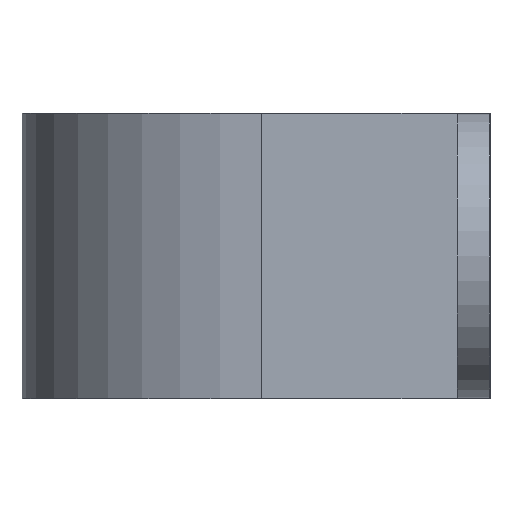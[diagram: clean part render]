
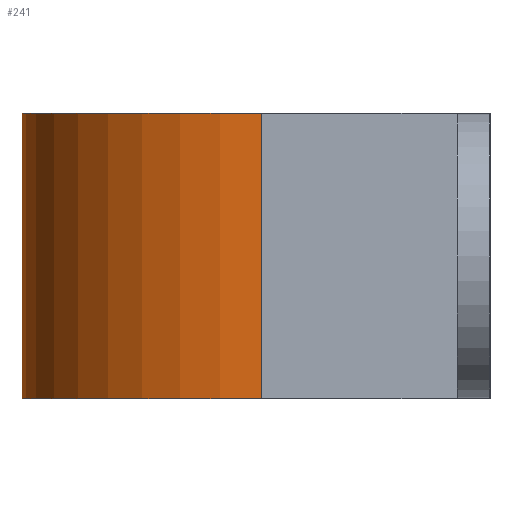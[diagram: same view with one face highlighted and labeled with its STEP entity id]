
A CAD part, left-side view. The second image highlights one B-rep face of the part: STEP entity #241.
In plain terms, the highlighted cylindrical face has radius 16.8 mm (diameter 33.6 mm), a partial arc.
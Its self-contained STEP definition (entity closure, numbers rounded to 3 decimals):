
#68 = VERTEX_POINT ( 'NONE', #76 ) ;
#74 = CARTESIAN_POINT ( 'NONE',  ( 0., 16., -10. ) ) ;
#76 = CARTESIAN_POINT ( 'NONE',  ( -16.8, 16., 10. ) ) ;
#84 = EDGE_LOOP ( 'NONE', ( #246, #387, #582, #372 ) ) ;
#90 = VECTOR ( 'NONE', #625, 1000. ) ;
#120 = CARTESIAN_POINT ( 'NONE',  ( 16.8, 16., 10. ) ) ;
#130 = VERTEX_POINT ( 'NONE', #685 ) ;
#151 = CARTESIAN_POINT ( 'NONE',  ( 0., 16., 10. ) ) ;
#182 = LINE ( 'NONE', #673, #90 ) ;
#186 = EDGE_CURVE ( 'NONE', #245, #345, #267, .T. ) ;
#213 = CYLINDRICAL_SURFACE ( 'NONE', #584, 16.8 ) ;
#241 = ADVANCED_FACE ( 'NONE', ( #849 ), #213, .T. ) ;
#245 = VERTEX_POINT ( 'NONE', #425 ) ;
#246 = ORIENTED_EDGE ( 'NONE', *, *, #186, .T. ) ;
#267 = CIRCLE ( 'NONE', #571, 16.8 ) ;
#304 = AXIS2_PLACEMENT_3D ( 'NONE', #620, #841, #763 ) ;
#345 = VERTEX_POINT ( 'NONE', #830 ) ;
#370 = EDGE_CURVE ( 'NONE', #68, #345, #182, .T. ) ;
#372 = ORIENTED_EDGE ( 'NONE', *, *, #495, .T. ) ;
#387 = ORIENTED_EDGE ( 'NONE', *, *, #370, .F. ) ;
#420 = DIRECTION ( 'NONE',  ( 0., 0., 1. ) ) ;
#425 = CARTESIAN_POINT ( 'NONE',  ( 16.8, 16., -10. ) ) ;
#493 = DIRECTION ( 'NONE',  ( -1., 0., 0. ) ) ;
#495 = EDGE_CURVE ( 'NONE', #130, #245, #753, .T. ) ;
#571 = AXIS2_PLACEMENT_3D ( 'NONE', #74, #420, #703 ) ;
#582 = ORIENTED_EDGE ( 'NONE', *, *, #923, .F. ) ;
#584 = AXIS2_PLACEMENT_3D ( 'NONE', #151, #780, #493 ) ;
#620 = CARTESIAN_POINT ( 'NONE',  ( 0., 16., 10. ) ) ;
#625 = DIRECTION ( 'NONE',  ( 0., 0., -1. ) ) ;
#659 = CIRCLE ( 'NONE', #304, 16.8 ) ;
#673 = CARTESIAN_POINT ( 'NONE',  ( -16.8, 16., 10. ) ) ;
#685 = CARTESIAN_POINT ( 'NONE',  ( 16.8, 16., 10. ) ) ;
#687 = DIRECTION ( 'NONE',  ( 0., 0., -1. ) ) ;
#703 = DIRECTION ( 'NONE',  ( 1., 0., 0. ) ) ;
#753 = LINE ( 'NONE', #120, #759 ) ;
#759 = VECTOR ( 'NONE', #687, 1000. ) ;
#763 = DIRECTION ( 'NONE',  ( -1., 0., 0. ) ) ;
#780 = DIRECTION ( 'NONE',  ( 0., 0., -1. ) ) ;
#830 = CARTESIAN_POINT ( 'NONE',  ( -16.8, 16., -10. ) ) ;
#841 = DIRECTION ( 'NONE',  ( 0., 0., 1. ) ) ;
#849 = FACE_OUTER_BOUND ( 'NONE', #84, .T. ) ;
#923 = EDGE_CURVE ( 'NONE', #130, #68, #659, .T. ) ;
